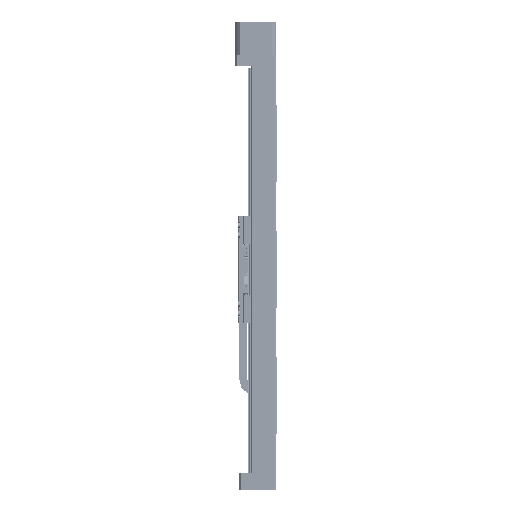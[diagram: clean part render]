
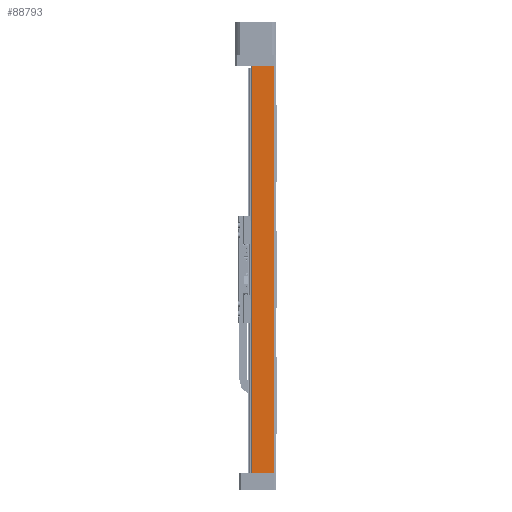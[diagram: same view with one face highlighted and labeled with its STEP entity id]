
A CAD part, left-side view. The second image highlights one B-rep face of the part: STEP entity #88793.
In plain terms, the highlighted planar face has unit normal (-1, 0, 0).
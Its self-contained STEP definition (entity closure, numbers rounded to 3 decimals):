
#3658 = DIRECTION ( 'NONE',  ( 0., 0., -1. ) ) ;
#7677 = CARTESIAN_POINT ( 'NONE',  ( 0., -22., 420. ) ) ;
#8304 = VERTEX_POINT ( 'NONE', #17437 ) ;
#9348 = VECTOR ( 'NONE', #33641, 1000. ) ;
#12030 = DIRECTION ( 'NONE',  ( 0., -1., 0. ) ) ;
#14974 = DIRECTION ( 'NONE',  ( 1., 0., 0. ) ) ;
#17437 = CARTESIAN_POINT ( 'NONE',  ( 0., -22., 0. ) ) ;
#24207 = AXIS2_PLACEMENT_3D ( 'NONE', #47143, #14974, #3658 ) ;
#30286 = CARTESIAN_POINT ( 'NONE',  ( 0., 0., 420. ) ) ;
#33641 = DIRECTION ( 'NONE',  ( 0., 0., -1. ) ) ;
#35223 = VECTOR ( 'NONE', #93222, 1000. ) ;
#39261 = ORIENTED_EDGE ( 'NONE', *, *, #80728, .T. ) ;
#40044 = CARTESIAN_POINT ( 'NONE',  ( 0., 0.5, 0. ) ) ;
#41918 = VERTEX_POINT ( 'NONE', #40044 ) ;
#47143 = CARTESIAN_POINT ( 'NONE',  ( 0., 0., 420. ) ) ;
#50414 = DIRECTION ( 'NONE',  ( 0., 0., 1. ) ) ;
#50442 = EDGE_CURVE ( 'NONE', #52463, #72729, #73619, .T. ) ;
#51190 = LINE ( 'NONE', #114215, #35223 ) ;
#52463 = VERTEX_POINT ( 'NONE', #90249 ) ;
#56431 = VECTOR ( 'NONE', #12030, 1000. ) ;
#60138 = EDGE_CURVE ( 'NONE', #8304, #72729, #60950, .T. ) ;
#60950 = LINE ( 'NONE', #7677, #134612 ) ;
#66480 = CARTESIAN_POINT ( 'NONE',  ( 0., 0.5, 420. ) ) ;
#67173 = LINE ( 'NONE', #66480, #9348 ) ;
#70918 = EDGE_CURVE ( 'NONE', #41918, #8304, #51190, .T. ) ;
#72729 = VERTEX_POINT ( 'NONE', #87775 ) ;
#73306 = ORIENTED_EDGE ( 'NONE', *, *, #70918, .T. ) ;
#73619 = LINE ( 'NONE', #30286, #56431 ) ;
#80728 = EDGE_CURVE ( 'NONE', #52463, #41918, #67173, .T. ) ;
#86793 = EDGE_LOOP ( 'NONE', ( #73306, #96621, #110404, #39261 ) ) ;
#87775 = CARTESIAN_POINT ( 'NONE',  ( 0., -22., 420. ) ) ;
#88793 = ADVANCED_FACE ( 'NONE', ( #132632 ), #119945, .F. ) ;
#90249 = CARTESIAN_POINT ( 'NONE',  ( 0., 0.5, 420. ) ) ;
#93222 = DIRECTION ( 'NONE',  ( 0., -1., 0. ) ) ;
#96621 = ORIENTED_EDGE ( 'NONE', *, *, #60138, .T. ) ;
#110404 = ORIENTED_EDGE ( 'NONE', *, *, #50442, .F. ) ;
#114215 = CARTESIAN_POINT ( 'NONE',  ( 0., 0., 0. ) ) ;
#119945 = PLANE ( 'NONE',  #24207 ) ;
#132632 = FACE_OUTER_BOUND ( 'NONE', #86793, .T. ) ;
#134612 = VECTOR ( 'NONE', #50414, 1000. ) ;
